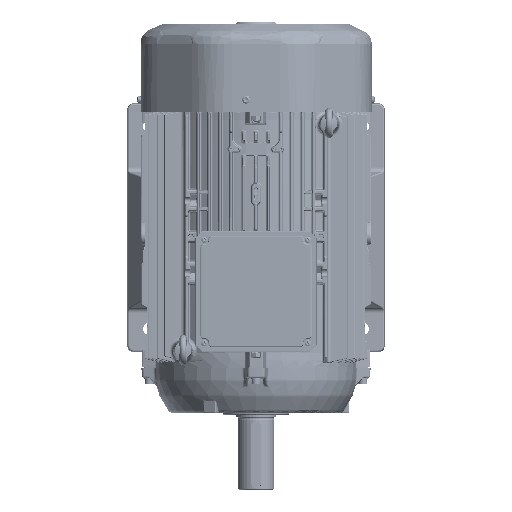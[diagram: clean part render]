
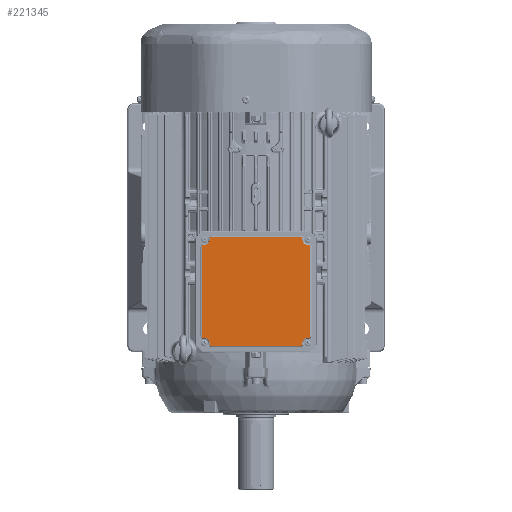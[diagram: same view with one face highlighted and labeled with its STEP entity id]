
A CAD part, left-side view. The second image highlights one B-rep face of the part: STEP entity #221345.
In plain terms, the highlighted planar face has unit normal (-1, 0, 0).
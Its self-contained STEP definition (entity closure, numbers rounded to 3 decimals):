
#24821=FACE_OUTER_BOUND('',#57116,.T.);
#28989=PLANE('',#269536);
#57116=EDGE_LOOP('',(#138087,#138088,#138089,#138090,#138091,#138092,#138093,
#138094,#138095,#138096,#138097,#138098,#138099,#138100,#138101,#138102,
#138103,#138104,#138105,#138106,#138107,#138108,#138109,#138110));
#66901=CIRCLE('',#269524,3.);
#66902=CIRCLE('',#269525,8.);
#66903=CIRCLE('',#269526,3.);
#66904=CIRCLE('',#269527,3.);
#66905=CIRCLE('',#269528,8.);
#66906=CIRCLE('',#269529,3.);
#66907=CIRCLE('',#269530,3.);
#66908=CIRCLE('',#269531,8.);
#66909=CIRCLE('',#269532,3.);
#66910=CIRCLE('',#269533,3.);
#66911=CIRCLE('',#269534,8.);
#66912=CIRCLE('',#269535,3.);
#138087=ORIENTED_EDGE('',*,*,#176536,.T.);
#138088=ORIENTED_EDGE('',*,*,#176537,.T.);
#138089=ORIENTED_EDGE('',*,*,#176538,.T.);
#138090=ORIENTED_EDGE('',*,*,#176539,.T.);
#138091=ORIENTED_EDGE('',*,*,#176540,.T.);
#138092=ORIENTED_EDGE('',*,*,#176541,.T.);
#138093=ORIENTED_EDGE('',*,*,#176542,.T.);
#138094=ORIENTED_EDGE('',*,*,#176543,.T.);
#138095=ORIENTED_EDGE('',*,*,#176544,.T.);
#138096=ORIENTED_EDGE('',*,*,#176545,.T.);
#138097=ORIENTED_EDGE('',*,*,#176546,.T.);
#138098=ORIENTED_EDGE('',*,*,#176547,.T.);
#138099=ORIENTED_EDGE('',*,*,#176548,.T.);
#138100=ORIENTED_EDGE('',*,*,#176549,.T.);
#138101=ORIENTED_EDGE('',*,*,#176550,.T.);
#138102=ORIENTED_EDGE('',*,*,#176551,.T.);
#138103=ORIENTED_EDGE('',*,*,#176552,.T.);
#138104=ORIENTED_EDGE('',*,*,#176553,.T.);
#138105=ORIENTED_EDGE('',*,*,#176554,.T.);
#138106=ORIENTED_EDGE('',*,*,#176555,.T.);
#138107=ORIENTED_EDGE('',*,*,#176556,.T.);
#138108=ORIENTED_EDGE('',*,*,#176557,.T.);
#138109=ORIENTED_EDGE('',*,*,#176558,.T.);
#138110=ORIENTED_EDGE('',*,*,#176559,.T.);
#176536=EDGE_CURVE('',#246086,#246087,#191544,.T.);
#176537=EDGE_CURVE('',#246087,#246088,#66901,.T.);
#176538=EDGE_CURVE('',#246088,#246089,#191545,.T.);
#176539=EDGE_CURVE('',#246089,#246090,#66902,.T.);
#176540=EDGE_CURVE('',#246090,#246091,#191546,.T.);
#176541=EDGE_CURVE('',#246091,#246092,#66903,.T.);
#176542=EDGE_CURVE('',#246092,#246093,#191547,.T.);
#176543=EDGE_CURVE('',#246093,#246094,#66904,.T.);
#176544=EDGE_CURVE('',#246094,#246095,#191548,.T.);
#176545=EDGE_CURVE('',#246095,#246096,#66905,.T.);
#176546=EDGE_CURVE('',#246096,#246097,#191549,.T.);
#176547=EDGE_CURVE('',#246097,#246098,#66906,.T.);
#176548=EDGE_CURVE('',#246098,#246099,#191550,.T.);
#176549=EDGE_CURVE('',#246099,#246100,#66907,.T.);
#176550=EDGE_CURVE('',#246100,#246101,#191551,.T.);
#176551=EDGE_CURVE('',#246101,#246102,#66908,.T.);
#176552=EDGE_CURVE('',#246102,#246103,#191552,.T.);
#176553=EDGE_CURVE('',#246103,#246104,#66909,.T.);
#176554=EDGE_CURVE('',#246104,#246105,#191553,.T.);
#176555=EDGE_CURVE('',#246105,#246106,#66910,.T.);
#176556=EDGE_CURVE('',#246106,#246107,#191554,.T.);
#176557=EDGE_CURVE('',#246107,#246108,#66911,.T.);
#176558=EDGE_CURVE('',#246108,#246109,#191555,.T.);
#176559=EDGE_CURVE('',#246109,#246086,#66912,.T.);
#191544=LINE('',#609121,#205970);
#191545=LINE('',#609126,#205971);
#191546=LINE('',#609130,#205972);
#191547=LINE('',#609134,#205973);
#191548=LINE('',#609138,#205974);
#191549=LINE('',#609142,#205975);
#191550=LINE('',#609146,#205976);
#191551=LINE('',#609150,#205977);
#191552=LINE('',#609154,#205978);
#191553=LINE('',#609158,#205979);
#191554=LINE('',#609162,#205980);
#191555=LINE('',#609166,#205981);
#205970=VECTOR('',#329279,1.);
#205971=VECTOR('',#329282,1.);
#205972=VECTOR('',#329285,1.);
#205973=VECTOR('',#329288,1.);
#205974=VECTOR('',#329291,1.);
#205975=VECTOR('',#329294,1.);
#205976=VECTOR('',#329297,1.);
#205977=VECTOR('',#329300,1.);
#205978=VECTOR('',#329303,1.);
#205979=VECTOR('',#329306,1.);
#205980=VECTOR('',#329309,1.);
#205981=VECTOR('',#329312,1.);
#221345=ADVANCED_FACE('',(#24821),#28989,.T.);
#246086=VERTEX_POINT('',#609122);
#246087=VERTEX_POINT('',#609123);
#246088=VERTEX_POINT('',#609125);
#246089=VERTEX_POINT('',#609127);
#246090=VERTEX_POINT('',#609129);
#246091=VERTEX_POINT('',#609131);
#246092=VERTEX_POINT('',#609133);
#246093=VERTEX_POINT('',#609135);
#246094=VERTEX_POINT('',#609137);
#246095=VERTEX_POINT('',#609139);
#246096=VERTEX_POINT('',#609141);
#246097=VERTEX_POINT('',#609143);
#246098=VERTEX_POINT('',#609145);
#246099=VERTEX_POINT('',#609147);
#246100=VERTEX_POINT('',#609149);
#246101=VERTEX_POINT('',#609151);
#246102=VERTEX_POINT('',#609153);
#246103=VERTEX_POINT('',#609155);
#246104=VERTEX_POINT('',#609157);
#246105=VERTEX_POINT('',#609159);
#246106=VERTEX_POINT('',#609161);
#246107=VERTEX_POINT('',#609163);
#246108=VERTEX_POINT('',#609165);
#246109=VERTEX_POINT('',#609167);
#269524=AXIS2_PLACEMENT_3D('',#609124,#329280,#329281);
#269525=AXIS2_PLACEMENT_3D('',#609128,#329283,#329284);
#269526=AXIS2_PLACEMENT_3D('',#609132,#329286,#329287);
#269527=AXIS2_PLACEMENT_3D('',#609136,#329289,#329290);
#269528=AXIS2_PLACEMENT_3D('',#609140,#329292,#329293);
#269529=AXIS2_PLACEMENT_3D('',#609144,#329295,#329296);
#269530=AXIS2_PLACEMENT_3D('',#609148,#329298,#329299);
#269531=AXIS2_PLACEMENT_3D('',#609152,#329301,#329302);
#269532=AXIS2_PLACEMENT_3D('',#609156,#329304,#329305);
#269533=AXIS2_PLACEMENT_3D('',#609160,#329307,#329308);
#269534=AXIS2_PLACEMENT_3D('',#609164,#329310,#329311);
#269535=AXIS2_PLACEMENT_3D('',#609168,#329313,#329314);
#269536=AXIS2_PLACEMENT_3D('',#609169,#329315,#329316);
#329279=DIRECTION('',(0.,0.,1.));
#329280=DIRECTION('',(-1.,0.,0.));
#329281=DIRECTION('',(0.,0.,1.));
#329282=DIRECTION('',(0.,1.,0.));
#329283=DIRECTION('',(1.,0.,0.));
#329284=DIRECTION('',(0.,0.,1.));
#329285=DIRECTION('',(0.,0.,1.));
#329286=DIRECTION('',(-1.,0.,0.));
#329287=DIRECTION('',(0.,0.,1.));
#329288=DIRECTION('',(0.,1.,0.));
#329289=DIRECTION('',(-1.,0.,0.));
#329290=DIRECTION('',(0.,0.,1.));
#329291=DIRECTION('',(0.,0.,-1.));
#329292=DIRECTION('',(1.,0.,0.));
#329293=DIRECTION('',(0.,0.,1.));
#329294=DIRECTION('',(0.,1.,0.));
#329295=DIRECTION('',(-1.,0.,0.));
#329296=DIRECTION('',(0.,0.,1.));
#329297=DIRECTION('',(0.,0.,-1.));
#329298=DIRECTION('',(-1.,0.,0.));
#329299=DIRECTION('',(0.,0.,1.));
#329300=DIRECTION('',(0.,-1.,0.));
#329301=DIRECTION('',(1.,0.,0.));
#329302=DIRECTION('',(0.,0.,1.));
#329303=DIRECTION('',(0.,0.,-1.));
#329304=DIRECTION('',(-1.,0.,0.));
#329305=DIRECTION('',(0.,0.,1.));
#329306=DIRECTION('',(0.,-1.,0.));
#329307=DIRECTION('',(-1.,0.,0.));
#329308=DIRECTION('',(0.,0.,1.));
#329309=DIRECTION('',(0.,0.,1.));
#329310=DIRECTION('',(1.,0.,0.));
#329311=DIRECTION('',(0.,0.,1.));
#329312=DIRECTION('',(0.,-1.,0.));
#329313=DIRECTION('',(-1.,0.,0.));
#329314=DIRECTION('',(0.,0.,1.));
#329315=DIRECTION('',(-1.,0.,0.));
#329316=DIRECTION('',(0.,0.,1.));
#609121=CARTESIAN_POINT('',(-252.,-82.,1161.218));
#609122=CARTESIAN_POINT('',(-252.,-82.,1002.818));
#609123=CARTESIAN_POINT('',(-252.,-82.,1136.818));
#609124=CARTESIAN_POINT('',(-252.,-79.,1136.818));
#609125=CARTESIAN_POINT('',(-252.,-79.,1139.818));
#609126=CARTESIAN_POINT('',(-252.,91.4,1139.818));
#609127=CARTESIAN_POINT('',(-252.,-78.,1139.818));
#609128=CARTESIAN_POINT('',(-252.,-78.,1147.818));
#609129=CARTESIAN_POINT('',(-252.,-70.,1147.818));
#609130=CARTESIAN_POINT('',(-252.,-70.,1161.218));
#609131=CARTESIAN_POINT('',(-252.,-70.,1148.818));
#609132=CARTESIAN_POINT('',(-252.,-67.,1148.818));
#609133=CARTESIAN_POINT('',(-252.,-67.,1151.818));
#609134=CARTESIAN_POINT('',(-252.,91.4,1151.818));
#609135=CARTESIAN_POINT('',(-252.,67.,1151.818));
#609136=CARTESIAN_POINT('',(-252.,67.,1148.818));
#609137=CARTESIAN_POINT('',(-252.,70.,1148.818));
#609138=CARTESIAN_POINT('',(-252.,70.,1161.218));
#609139=CARTESIAN_POINT('',(-252.,70.,1147.818));
#609140=CARTESIAN_POINT('',(-252.,78.,1147.818));
#609141=CARTESIAN_POINT('',(-252.,78.,1139.818));
#609142=CARTESIAN_POINT('',(-252.,91.4,1139.818));
#609143=CARTESIAN_POINT('',(-252.,79.,1139.818));
#609144=CARTESIAN_POINT('',(-252.,79.,1136.818));
#609145=CARTESIAN_POINT('',(-252.,82.,1136.818));
#609146=CARTESIAN_POINT('',(-252.,82.,1161.218));
#609147=CARTESIAN_POINT('',(-252.,82.,1002.818));
#609148=CARTESIAN_POINT('',(-252.,79.,1002.818));
#609149=CARTESIAN_POINT('',(-252.,79.,999.818));
#609150=CARTESIAN_POINT('',(-252.,91.4,999.818));
#609151=CARTESIAN_POINT('',(-252.,78.,999.818));
#609152=CARTESIAN_POINT('',(-252.,78.,991.818));
#609153=CARTESIAN_POINT('',(-252.,70.,991.818));
#609154=CARTESIAN_POINT('',(-252.,70.,1161.218));
#609155=CARTESIAN_POINT('',(-252.,70.,990.818));
#609156=CARTESIAN_POINT('',(-252.,67.,990.818));
#609157=CARTESIAN_POINT('',(-252.,67.,987.818));
#609158=CARTESIAN_POINT('',(-252.,91.4,987.818));
#609159=CARTESIAN_POINT('',(-252.,-67.,987.818));
#609160=CARTESIAN_POINT('',(-252.,-67.,990.818));
#609161=CARTESIAN_POINT('',(-252.,-70.,990.818));
#609162=CARTESIAN_POINT('',(-252.,-70.,1161.218));
#609163=CARTESIAN_POINT('',(-252.,-70.,991.818));
#609164=CARTESIAN_POINT('',(-252.,-78.,991.818));
#609165=CARTESIAN_POINT('',(-252.,-78.,999.818));
#609166=CARTESIAN_POINT('',(-252.,91.4,999.818));
#609167=CARTESIAN_POINT('',(-252.,-79.,999.818));
#609168=CARTESIAN_POINT('',(-252.,-79.,1002.818));
#609169=CARTESIAN_POINT('',(-252.,91.4,1161.218));
